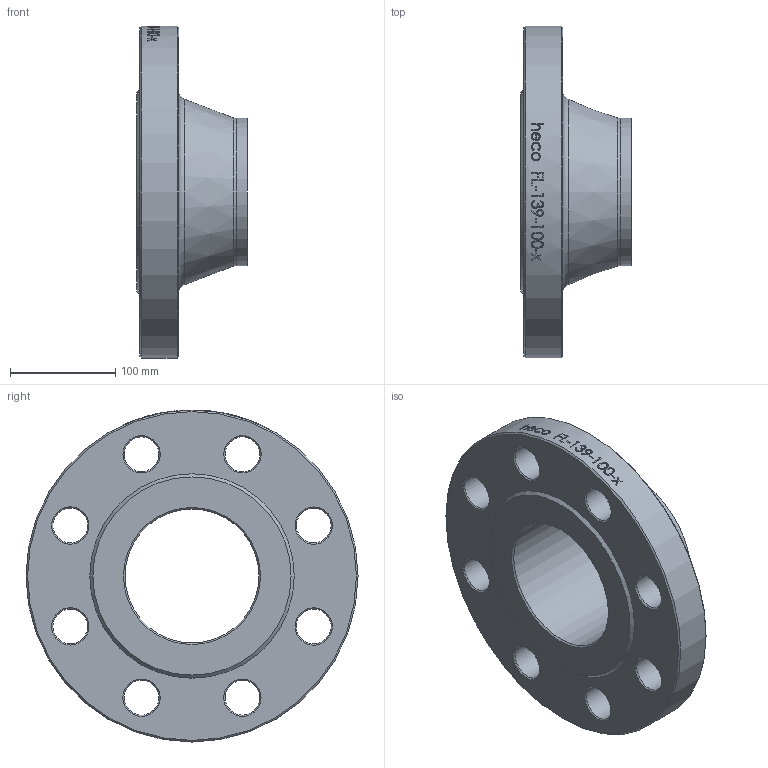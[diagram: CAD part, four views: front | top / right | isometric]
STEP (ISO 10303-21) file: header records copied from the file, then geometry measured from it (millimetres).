
FILE_DESCRIPTION (( 'STEP AP214' ), '1' );
FILE_NAME ('FL-139-100-x Vorschweissflansch EN1092 2103.STEP', '2021-03-02T08:40:08', ( '' ), ( '' ), 'SwSTEP 2.0', 'SolidWorks 2019', '' );
FILE_SCHEMA (( 'AUTOMOTIVE_DESIGN' ));
Length unit declared in the file: millimetre
Products named in the file (1): FL-139-100-x Vorschweissflansch EN1092 2103
Bounding box: 105 x 315 x 315 mm (x, y, z)
Volume: 2634660.1 mm3; surface area: 246357.3 mm2
Topology: 1 solids, 1 shells, 59 faces, 237 edges, 203 vertices
Faces by surface type: cylinder 32, cone 21, plane 4, torus 2
Full cylindrical faces by diameter (mm): 33 x8, 127.1 x1, 139.7 x1, 315 x1
Entity records: 6269 total; most frequent: CARTESIAN_POINT 4245, ORIENTED_EDGE 386, DIRECTION 298, EDGE_CURVE 193, VERTEX_POINT 193, AXIS2_PLACEMENT_3D 137, EDGE_LOOP 134, B_SPLINE_CURVE_WITH_KNOTS 92
